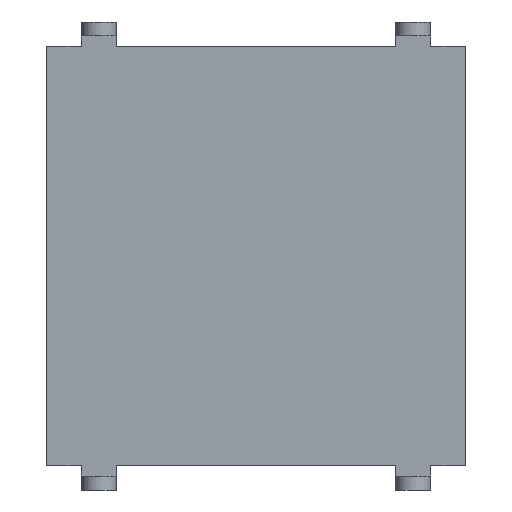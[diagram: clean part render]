
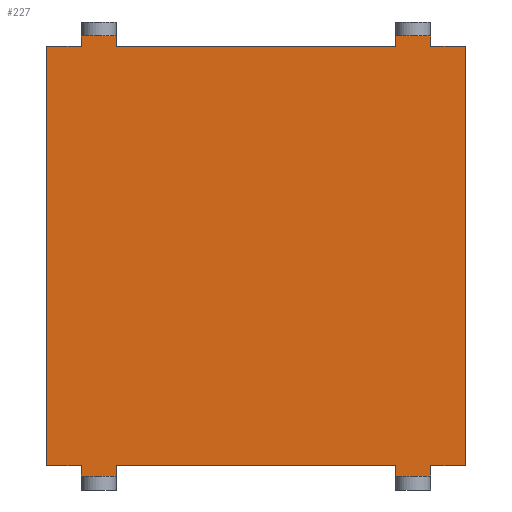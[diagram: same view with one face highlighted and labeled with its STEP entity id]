
A CAD part, front view. The second image highlights one B-rep face of the part: STEP entity #227.
In plain terms, the highlighted planar face has unit normal (0, -1, 0).
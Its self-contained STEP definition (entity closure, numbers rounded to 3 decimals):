
#3 = DIRECTION ( 'NONE',  ( 0., 1., 0. ) ) ;
#9 = EDGE_CURVE ( 'NONE', #180, #850, #591, .T. ) ;
#43 = ORIENTED_EDGE ( 'NONE', *, *, #800, .T. ) ;
#44 = CARTESIAN_POINT ( 'NONE',  ( -2., 0., -3.15 ) ) ;
#45 = DIRECTION ( 'NONE',  ( 1., 0., 0. ) ) ;
#97 = LINE ( 'NONE', #607, #1871 ) ;
#105 = CARTESIAN_POINT ( 'NONE',  ( 2., 0., -3. ) ) ;
#120 = ORIENTED_EDGE ( 'NONE', *, *, #1368, .T. ) ;
#122 = CARTESIAN_POINT ( 'NONE',  ( -2.5, 0., -3.15 ) ) ;
#132 = CARTESIAN_POINT ( 'NONE',  ( 3., 0., 3. ) ) ;
#147 = CARTESIAN_POINT ( 'NONE',  ( 3., 0., 3. ) ) ;
#171 = VECTOR ( 'NONE', #1284, 1000. ) ;
#179 = ORIENTED_EDGE ( 'NONE', *, *, #1718, .T. ) ;
#180 = VERTEX_POINT ( 'NONE', #537 ) ;
#182 = CARTESIAN_POINT ( 'NONE',  ( 3., 0., 3. ) ) ;
#217 = EDGE_CURVE ( 'NONE', #853, #1526, #594, .T. ) ;
#227 = ADVANCED_FACE ( 'NONE', ( #652 ), #355, .F. ) ;
#232 = LINE ( 'NONE', #606, #1711 ) ;
#289 = LINE ( 'NONE', #1821, #2072 ) ;
#297 = ORIENTED_EDGE ( 'NONE', *, *, #1872, .T. ) ;
#311 = DIRECTION ( 'NONE',  ( -1., 0., 0. ) ) ;
#324 = ORIENTED_EDGE ( 'NONE', *, *, #1677, .F. ) ;
#330 = DIRECTION ( 'NONE',  ( 1., 0., 0. ) ) ;
#334 = CARTESIAN_POINT ( 'NONE',  ( -2.5, 0., 3.15 ) ) ;
#351 = DIRECTION ( 'NONE',  ( 0., 0., 1. ) ) ;
#355 = PLANE ( 'NONE',  #1060 ) ;
#368 = CARTESIAN_POINT ( 'NONE',  ( -2.5, 0., -3.35 ) ) ;
#379 = LINE ( 'NONE', #886, #1234 ) ;
#412 = VECTOR ( 'NONE', #834, 1000. ) ;
#429 = CARTESIAN_POINT ( 'NONE',  ( 3., 0., 3.15 ) ) ;
#455 = LINE ( 'NONE', #674, #1204 ) ;
#474 = ORIENTED_EDGE ( 'NONE', *, *, #640, .F. ) ;
#476 = CARTESIAN_POINT ( 'NONE',  ( 3., 0., 3. ) ) ;
#534 = DIRECTION ( 'NONE',  ( 0., 0., -1. ) ) ;
#537 = CARTESIAN_POINT ( 'NONE',  ( 2.5, 0., 3. ) ) ;
#574 = CARTESIAN_POINT ( 'NONE',  ( 3., 0., -3. ) ) ;
#591 = LINE ( 'NONE', #147, #1506 ) ;
#594 = LINE ( 'NONE', #759, #1434 ) ;
#606 = CARTESIAN_POINT ( 'NONE',  ( 3., 0., -3.15 ) ) ;
#607 = CARTESIAN_POINT ( 'NONE',  ( -2.5, 0., 3.35 ) ) ;
#613 = CARTESIAN_POINT ( 'NONE',  ( 3., 0., -3. ) ) ;
#616 = ORIENTED_EDGE ( 'NONE', *, *, #1353, .T. ) ;
#636 = ORIENTED_EDGE ( 'NONE', *, *, #1285, .F. ) ;
#640 = EDGE_CURVE ( 'NONE', #1583, #2046, #1210, .T. ) ;
#643 = CARTESIAN_POINT ( 'NONE',  ( 3., 0., 3.15 ) ) ;
#652 = FACE_OUTER_BOUND ( 'NONE', #2132, .T. ) ;
#668 = ORIENTED_EDGE ( 'NONE', *, *, #1776, .F. ) ;
#674 = CARTESIAN_POINT ( 'NONE',  ( 3., 0., -3. ) ) ;
#683 = ORIENTED_EDGE ( 'NONE', *, *, #9, .F. ) ;
#714 = DIRECTION ( 'NONE',  ( 0., 0., -1. ) ) ;
#759 = CARTESIAN_POINT ( 'NONE',  ( 3., 0., -3.15 ) ) ;
#799 = EDGE_CURVE ( 'NONE', #850, #2221, #1384, .T. ) ;
#800 = EDGE_CURVE ( 'NONE', #1877, #1825, #2234, .T. ) ;
#805 = VERTEX_POINT ( 'NONE', #1334 ) ;
#828 = VERTEX_POINT ( 'NONE', #2033 ) ;
#834 = DIRECTION ( 'NONE',  ( 0., 0., -1. ) ) ;
#850 = VERTEX_POINT ( 'NONE', #476 ) ;
#853 = VERTEX_POINT ( 'NONE', #122 ) ;
#875 = DIRECTION ( 'NONE',  ( 0., 0., 1. ) ) ;
#886 = CARTESIAN_POINT ( 'NONE',  ( 2., 0., 3.35 ) ) ;
#915 = DIRECTION ( 'NONE',  ( -1., 0., 0. ) ) ;
#916 = VECTOR ( 'NONE', #534, 1000. ) ;
#933 = VERTEX_POINT ( 'NONE', #1549 ) ;
#964 = DIRECTION ( 'NONE',  ( 0., 0., 1. ) ) ;
#969 = CARTESIAN_POINT ( 'NONE',  ( 2., 0., -3.35 ) ) ;
#970 = VERTEX_POINT ( 'NONE', #1188 ) ;
#978 = DIRECTION ( 'NONE',  ( -1., 0., 0. ) ) ;
#992 = ORIENTED_EDGE ( 'NONE', *, *, #1201, .F. ) ;
#1016 = EDGE_CURVE ( 'NONE', #805, #2012, #1876, .T. ) ;
#1019 = VECTOR ( 'NONE', #875, 1000. ) ;
#1025 = DIRECTION ( 'NONE',  ( 0., 0., 1. ) ) ;
#1045 = LINE ( 'NONE', #2089, #916 ) ;
#1051 = CARTESIAN_POINT ( 'NONE',  ( 2., 0., -3.15 ) ) ;
#1060 = AXIS2_PLACEMENT_3D ( 'NONE', #1888, #3, #351 ) ;
#1063 = ORIENTED_EDGE ( 'NONE', *, *, #1715, .T. ) ;
#1093 = ORIENTED_EDGE ( 'NONE', *, *, #1898, .F. ) ;
#1098 = VECTOR ( 'NONE', #45, 1000. ) ;
#1105 = VECTOR ( 'NONE', #1709, 1000. ) ;
#1109 = CARTESIAN_POINT ( 'NONE',  ( 3., 0., -3. ) ) ;
#1129 = CARTESIAN_POINT ( 'NONE',  ( -3., 0., 3. ) ) ;
#1172 = EDGE_CURVE ( 'NONE', #1186, #1583, #2240, .T. ) ;
#1186 = VERTEX_POINT ( 'NONE', #1613 ) ;
#1188 = CARTESIAN_POINT ( 'NONE',  ( 2.5, 0., -3.15 ) ) ;
#1193 = ORIENTED_EDGE ( 'NONE', *, *, #799, .F. ) ;
#1201 = EDGE_CURVE ( 'NONE', #2046, #1647, #2134, .T. ) ;
#1204 = VECTOR ( 'NONE', #311, 1000. ) ;
#1210 = LINE ( 'NONE', #1129, #1242 ) ;
#1225 = EDGE_CURVE ( 'NONE', #2221, #828, #1926, .T. ) ;
#1231 = LINE ( 'NONE', #1374, #1105 ) ;
#1234 = VECTOR ( 'NONE', #714, 1000. ) ;
#1242 = VECTOR ( 'NONE', #964, 1000. ) ;
#1274 = CARTESIAN_POINT ( 'NONE',  ( 3., 0., 3. ) ) ;
#1284 = DIRECTION ( 'NONE',  ( 1., 0., 0. ) ) ;
#1285 = EDGE_CURVE ( 'NONE', #828, #970, #289, .T. ) ;
#1320 = DIRECTION ( 'NONE',  ( 0., 0., -1. ) ) ;
#1334 = CARTESIAN_POINT ( 'NONE',  ( -2., 0., 3. ) ) ;
#1346 = VECTOR ( 'NONE', #1025, 1000. ) ;
#1353 = EDGE_CURVE ( 'NONE', #1717, #1366, #1425, .T. ) ;
#1365 = VERTEX_POINT ( 'NONE', #105 ) ;
#1366 = VERTEX_POINT ( 'NONE', #1495 ) ;
#1368 = EDGE_CURVE ( 'NONE', #1825, #1647, #97, .T. ) ;
#1369 = EDGE_CURVE ( 'NONE', #1554, #1365, #1661, .T. ) ;
#1374 = CARTESIAN_POINT ( 'NONE',  ( 2.5, 0., 3.35 ) ) ;
#1378 = LINE ( 'NONE', #368, #1019 ) ;
#1384 = LINE ( 'NONE', #132, #412 ) ;
#1405 = CARTESIAN_POINT ( 'NONE',  ( 2.5, 0., 3.15 ) ) ;
#1425 = LINE ( 'NONE', #429, #2101 ) ;
#1434 = VECTOR ( 'NONE', #1734, 1000. ) ;
#1451 = VECTOR ( 'NONE', #915, 1000. ) ;
#1469 = DIRECTION ( 'NONE',  ( -1., 0., 0. ) ) ;
#1479 = VECTOR ( 'NONE', #1469, 1000. ) ;
#1495 = CARTESIAN_POINT ( 'NONE',  ( 2., 0., 3.15 ) ) ;
#1506 = VECTOR ( 'NONE', #330, 1000. ) ;
#1526 = VERTEX_POINT ( 'NONE', #44 ) ;
#1549 = CARTESIAN_POINT ( 'NONE',  ( -2., 0., -3. ) ) ;
#1554 = VERTEX_POINT ( 'NONE', #1051 ) ;
#1583 = VERTEX_POINT ( 'NONE', #1925 ) ;
#1613 = CARTESIAN_POINT ( 'NONE',  ( -2.5, 0., -3. ) ) ;
#1635 = VECTOR ( 'NONE', #2192, 1000. ) ;
#1637 = ORIENTED_EDGE ( 'NONE', *, *, #1172, .F. ) ;
#1647 = VERTEX_POINT ( 'NONE', #1788 ) ;
#1661 = LINE ( 'NONE', #969, #1635 ) ;
#1677 = EDGE_CURVE ( 'NONE', #933, #1526, #1045, .T. ) ;
#1704 = CARTESIAN_POINT ( 'NONE',  ( -2., 0., 3.15 ) ) ;
#1709 = DIRECTION ( 'NONE',  ( 0., 0., 1. ) ) ;
#1711 = VECTOR ( 'NONE', #1818, 1000. ) ;
#1715 = EDGE_CURVE ( 'NONE', #805, #1877, #1863, .T. ) ;
#1717 = VERTEX_POINT ( 'NONE', #1405 ) ;
#1718 = EDGE_CURVE ( 'NONE', #1366, #2012, #379, .T. ) ;
#1729 = CARTESIAN_POINT ( 'NONE',  ( -2., 0., 3.35 ) ) ;
#1734 = DIRECTION ( 'NONE',  ( 1., 0., 0. ) ) ;
#1759 = CARTESIAN_POINT ( 'NONE',  ( -3., 0., 3. ) ) ;
#1776 = EDGE_CURVE ( 'NONE', #853, #1186, #1378, .T. ) ;
#1788 = CARTESIAN_POINT ( 'NONE',  ( -2.5, 0., 3. ) ) ;
#1818 = DIRECTION ( 'NONE',  ( 1., 0., 0. ) ) ;
#1821 = CARTESIAN_POINT ( 'NONE',  ( 2.5, 0., -3.35 ) ) ;
#1825 = VERTEX_POINT ( 'NONE', #334 ) ;
#1845 = DIRECTION ( 'NONE',  ( 0., 0., -1. ) ) ;
#1863 = LINE ( 'NONE', #1729, #1346 ) ;
#1871 = VECTOR ( 'NONE', #1320, 1000. ) ;
#1872 = EDGE_CURVE ( 'NONE', #180, #1717, #1231, .T. ) ;
#1876 = LINE ( 'NONE', #182, #1098 ) ;
#1877 = VERTEX_POINT ( 'NONE', #1704 ) ;
#1888 = CARTESIAN_POINT ( 'NONE',  ( 0., 0., 0. ) ) ;
#1898 = EDGE_CURVE ( 'NONE', #1365, #933, #455, .T. ) ;
#1925 = CARTESIAN_POINT ( 'NONE',  ( -3., 0., -3. ) ) ;
#1926 = LINE ( 'NONE', #574, #1451 ) ;
#1942 = CARTESIAN_POINT ( 'NONE',  ( 2., 0., 3. ) ) ;
#1962 = ORIENTED_EDGE ( 'NONE', *, *, #1225, .F. ) ;
#1965 = ORIENTED_EDGE ( 'NONE', *, *, #2228, .T. ) ;
#1991 = ORIENTED_EDGE ( 'NONE', *, *, #1369, .F. ) ;
#1997 = DIRECTION ( 'NONE',  ( -1., 0., 0. ) ) ;
#2012 = VERTEX_POINT ( 'NONE', #1942 ) ;
#2033 = CARTESIAN_POINT ( 'NONE',  ( 2.5, 0., -3. ) ) ;
#2046 = VERTEX_POINT ( 'NONE', #1759 ) ;
#2052 = ORIENTED_EDGE ( 'NONE', *, *, #1016, .F. ) ;
#2072 = VECTOR ( 'NONE', #1845, 1000. ) ;
#2089 = CARTESIAN_POINT ( 'NONE',  ( -2., 0., -3.35 ) ) ;
#2101 = VECTOR ( 'NONE', #1997, 1000. ) ;
#2132 = EDGE_LOOP ( 'NONE', ( #474, #1637, #668, #2141, #324, #1093, #1991, #1965, #636, #1962, #1193, #683, #297, #616, #179, #2052, #1063, #43, #120, #992 ) ) ;
#2134 = LINE ( 'NONE', #1274, #171 ) ;
#2141 = ORIENTED_EDGE ( 'NONE', *, *, #217, .T. ) ;
#2192 = DIRECTION ( 'NONE',  ( 0., 0., 1. ) ) ;
#2212 = VECTOR ( 'NONE', #978, 1000. ) ;
#2221 = VERTEX_POINT ( 'NONE', #613 ) ;
#2228 = EDGE_CURVE ( 'NONE', #1554, #970, #232, .T. ) ;
#2234 = LINE ( 'NONE', #643, #2212 ) ;
#2240 = LINE ( 'NONE', #1109, #1479 ) ;
